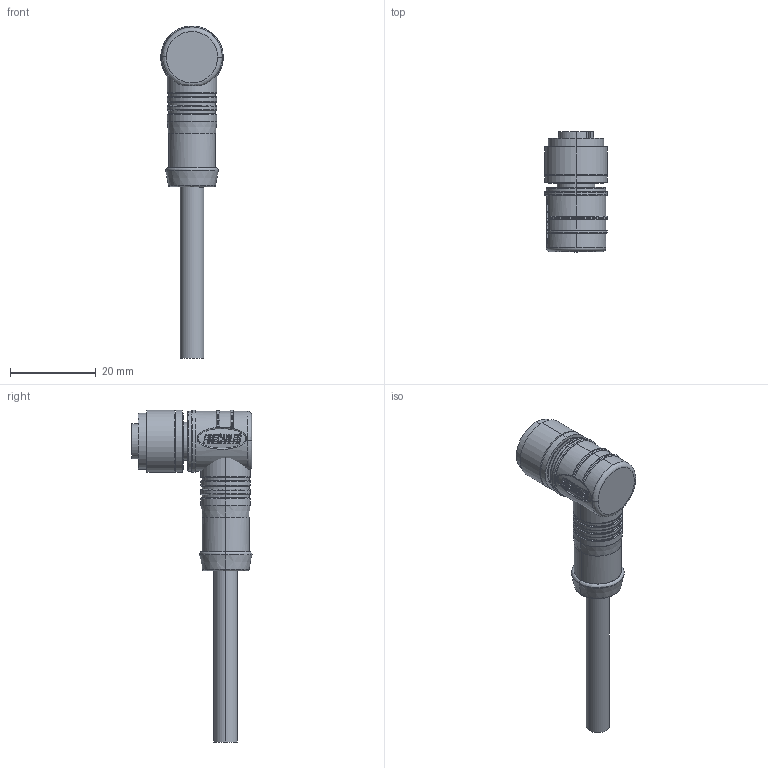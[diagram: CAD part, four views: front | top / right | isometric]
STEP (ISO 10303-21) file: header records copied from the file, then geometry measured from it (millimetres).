
FILE_DESCRIPTION (( 'STEP AP203' ), '1' );
FILE_NAME ('P111-112.STEP', '2020-03-31T03:37:58', ( 'edpusr' ), ( 'Microsoft' ), 'SwSTEP 2.0', 'SolidWorks 2015', '' );
FILE_SCHEMA (( 'CONFIG_CONTROL_DESIGN' ));
Length unit declared in the file: millimetre
Products named in the file (1): P111-112
Bounding box: 14.6 x 28.06 x 77.6 mm (x, y, z)
Surface area: 6058.2 mm2 (no closed solid volume)
Topology: 0 solids, 11 shells, 389 faces, 991 edges, 653 vertices
Faces by surface type: plane 138, bspline 124, cylinder 102, cone 10, sphere 8, torus 7
Entity records: 16846 total; most frequent: CARTESIAN_POINT 8428, ORIENTED_EDGE 1930, DIRECTION 1407, EDGE_CURVE 978, VERTEX_POINT 647, AXIS2_PLACEMENT_3D 511, EDGE_LOOP 434, ADVANCED_FACE 389
